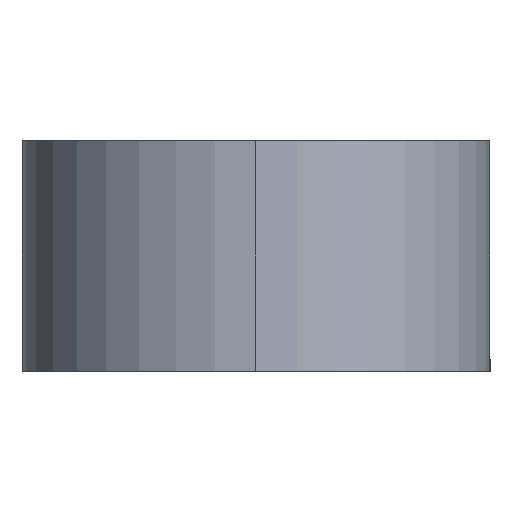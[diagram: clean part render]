
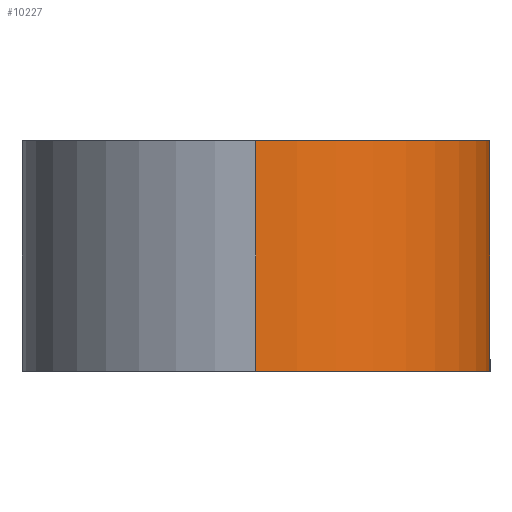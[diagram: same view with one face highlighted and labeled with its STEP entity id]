
A CAD part, left-side view. The second image highlights one B-rep face of the part: STEP entity #10227.
In plain terms, the highlighted cylindrical face has radius 6.2 mm (diameter 12.4 mm), a partial arc.
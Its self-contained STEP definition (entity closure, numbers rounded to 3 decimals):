
#67 = EDGE_CURVE ( 'NONE', #16949, #189, #21097, .T. ) ;
#189 = VERTEX_POINT ( 'NONE', #6049 ) ;
#465 = DIRECTION ( 'NONE',  ( 0., 0., -1. ) ) ;
#562 = AXIS2_PLACEMENT_3D ( 'NONE', #11608, #26478, #13740 ) ;
#672 = AXIS2_PLACEMENT_3D ( 'NONE', #16395, #3664, #18535 ) ;
#1612 = ORIENTED_EDGE ( 'NONE', *, *, #67, .T. ) ;
#3150 = ORIENTED_EDGE ( 'NONE', *, *, #23550, .T. ) ;
#3664 = DIRECTION ( 'NONE',  ( 0., 0., 1. ) ) ;
#3852 = VERTEX_POINT ( 'NONE', #11316 ) ;
#6049 = CARTESIAN_POINT ( 'NONE',  ( -82.55, -6.2, -3.05 ) ) ;
#8680 = ORIENTED_EDGE ( 'NONE', *, *, #19096, .F. ) ;
#8793 = EDGE_CURVE ( 'NONE', #3852, #18278, #13333, .T. ) ;
#9100 = DIRECTION ( 'NONE',  ( 0., 0., -1. ) ) ;
#10227 = ADVANCED_FACE ( 'NONE', ( #20777 ), #20092, .T. ) ;
#10374 = DIRECTION ( 'NONE',  ( 0., 0., -1. ) ) ;
#10470 = CARTESIAN_POINT ( 'NONE',  ( -88.75, 0., 1. ) ) ;
#11316 = CARTESIAN_POINT ( 'NONE',  ( -88.75, 0., 3.05 ) ) ;
#11608 = CARTESIAN_POINT ( 'NONE',  ( -82.55, 0., -3.05 ) ) ;
#12267 = AXIS2_PLACEMENT_3D ( 'NONE', #19668, #9100, #23953 ) ;
#12606 = LINE ( 'NONE', #10470, #27557 ) ;
#13333 = CIRCLE ( 'NONE', #672, 6.2 ) ;
#13740 = DIRECTION ( 'NONE',  ( 1., 0., 0. ) ) ;
#16395 = CARTESIAN_POINT ( 'NONE',  ( -82.55, 0., 3.05 ) ) ;
#16949 = VERTEX_POINT ( 'NONE', #20144 ) ;
#18278 = VERTEX_POINT ( 'NONE', #27173 ) ;
#18535 = DIRECTION ( 'NONE',  ( 1., 0., 0. ) ) ;
#19096 = EDGE_CURVE ( 'NONE', #18278, #189, #26830, .T. ) ;
#19615 = ORIENTED_EDGE ( 'NONE', *, *, #8793, .F. ) ;
#19668 = CARTESIAN_POINT ( 'NONE',  ( -82.55, 0., 1. ) ) ;
#20092 = CYLINDRICAL_SURFACE ( 'NONE', #12267, 6.2 ) ;
#20144 = CARTESIAN_POINT ( 'NONE',  ( -88.75, 0., -3.05 ) ) ;
#20777 = FACE_OUTER_BOUND ( 'NONE', #21272, .T. ) ;
#21097 = CIRCLE ( 'NONE', #562, 6.2 ) ;
#21162 = VECTOR ( 'NONE', #465, 1000. ) ;
#21272 = EDGE_LOOP ( 'NONE', ( #19615, #3150, #1612, #8680 ) ) ;
#21625 = CARTESIAN_POINT ( 'NONE',  ( -82.55, -6.2, 1. ) ) ;
#23550 = EDGE_CURVE ( 'NONE', #3852, #16949, #12606, .T. ) ;
#23953 = DIRECTION ( 'NONE',  ( -1., 0., 0. ) ) ;
#26478 = DIRECTION ( 'NONE',  ( 0., 0., 1. ) ) ;
#26830 = LINE ( 'NONE', #21625, #21162 ) ;
#27173 = CARTESIAN_POINT ( 'NONE',  ( -82.55, -6.2, 3.05 ) ) ;
#27557 = VECTOR ( 'NONE', #10374, 1000. ) ;
